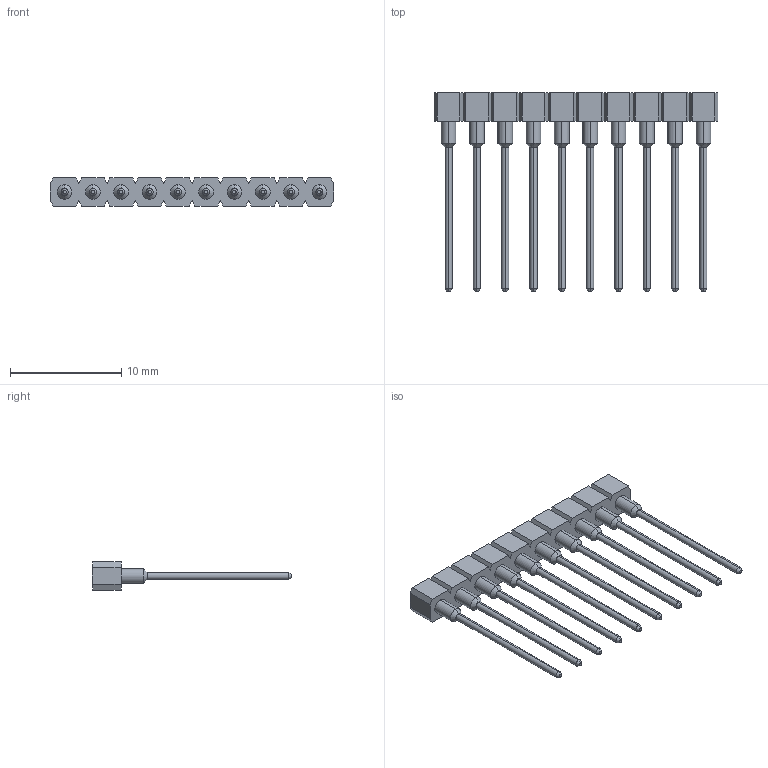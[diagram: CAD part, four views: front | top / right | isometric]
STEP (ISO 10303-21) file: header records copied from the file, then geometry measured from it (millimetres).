
FILE_DESCRIPTION (( 'STEP AP214' ), '1' );
FILE_NAME ('Samtec-$PARTNUMBER.STEP', '2013-01-17T13:38:28', ( 'Windows User' ), ( '' ), 'SwSTEP 2.0', 'SolidWorks 2013', '' );
FILE_SCHEMA (( 'AUTOMOTIVE_DESIGN' ));
Length unit declared in the file: inch
Products named in the file (1): Samtec-$PARTNUMBER
Bounding box: 25.4 x 17.86 x 2.54 mm (x, y, z)
Volume: 222.8 mm3; surface area: 660.7 mm2
Topology: 1 solids, 1 shells, 234 faces, 526 edges, 324 vertices
Faces by surface type: plane 94, cylinder 80, cone 60
Entity records: 9331 total; most frequent: DIRECTION 1196, CARTESIAN_POINT 1085, ORIENTED_EDGE 1052, EDGE_CURVE 526, AXIS2_PLACEMENT_3D 435, VECTOR 326, LINE 326, VERTEX_POINT 324
